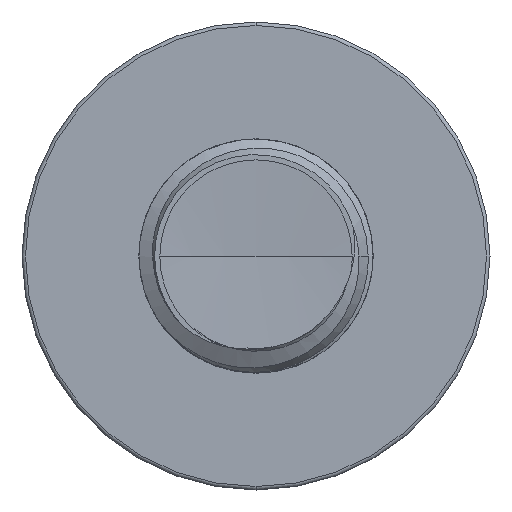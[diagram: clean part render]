
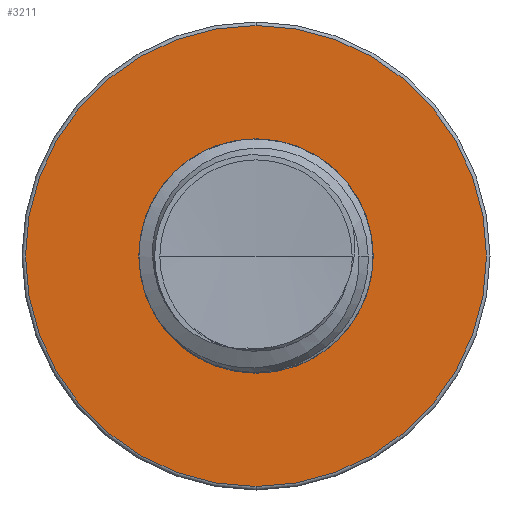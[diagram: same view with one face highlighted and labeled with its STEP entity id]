
A CAD part, front view. The second image highlights one B-rep face of the part: STEP entity #3211.
In plain terms, the highlighted planar face has unit normal (0, -1, 0).
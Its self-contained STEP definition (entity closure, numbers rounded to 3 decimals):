
#379 = DIRECTION ( 'NONE',  ( 0., 0., -1. ) ) ;
#382 = DIRECTION ( 'NONE',  ( 0., -1., 0. ) ) ;
#406 = CARTESIAN_POINT ( 'NONE',  ( 0., 4., 0. ) ) ;
#652 = ORIENTED_EDGE ( 'NONE', *, *, #2623, .F. ) ;
#937 = AXIS2_PLACEMENT_3D ( 'NONE', #14366, #14451, #14653 ) ;
#1509 = EDGE_CURVE ( 'NONE', #13729, #3617, #8913, .T. ) ;
#2623 = EDGE_CURVE ( 'NONE', #3765, #3953, #16295, .T. ) ;
#3211 = ADVANCED_FACE ( 'NONE', ( #16846, #3824 ), #7268, .T. ) ;
#3240 = CARTESIAN_POINT ( 'NONE',  ( 0., 4., 0. ) ) ;
#3503 = CIRCLE ( 'NONE', #8944, 1.754 ) ;
#3617 = VERTEX_POINT ( 'NONE', #7161 ) ;
#3765 = VERTEX_POINT ( 'NONE', #6237 ) ;
#3824 = FACE_BOUND ( 'NONE', #9201, .T. ) ;
#3953 = VERTEX_POINT ( 'NONE', #5547 ) ;
#4749 = DIRECTION ( 'NONE',  ( 0., 0., -1. ) ) ;
#5547 = CARTESIAN_POINT ( 'NONE',  ( 0., 4., -1.754 ) ) ;
#6237 = CARTESIAN_POINT ( 'NONE',  ( 0., 4., 1.754 ) ) ;
#7161 = CARTESIAN_POINT ( 'NONE',  ( 0., 4., 3.447 ) ) ;
#7268 = PLANE ( 'NONE',  #7910 ) ;
#7910 = AXIS2_PLACEMENT_3D ( 'NONE', #9804, #11241, #11060 ) ;
#8069 = EDGE_LOOP ( 'NONE', ( #10637, #13927 ) ) ;
#8321 = CARTESIAN_POINT ( 'NONE',  ( 0., 4., 0. ) ) ;
#8872 = CARTESIAN_POINT ( 'NONE',  ( 0., 4., -3.447 ) ) ;
#8913 = CIRCLE ( 'NONE', #937, 3.447 ) ;
#8944 = AXIS2_PLACEMENT_3D ( 'NONE', #3240, #12689, #4749 ) ;
#9201 = EDGE_LOOP ( 'NONE', ( #17150, #652 ) ) ;
#9212 = CIRCLE ( 'NONE', #12044, 3.447 ) ;
#9583 = DIRECTION ( 'NONE',  ( 0., 0., -1. ) ) ;
#9804 = CARTESIAN_POINT ( 'NONE',  ( 0., 4., 1.754 ) ) ;
#10637 = ORIENTED_EDGE ( 'NONE', *, *, #1509, .T. ) ;
#11060 = DIRECTION ( 'NONE',  ( 0., 0., -1. ) ) ;
#11241 = DIRECTION ( 'NONE',  ( 0., -1., 0. ) ) ;
#12044 = AXIS2_PLACEMENT_3D ( 'NONE', #8321, #16984, #9583 ) ;
#12689 = DIRECTION ( 'NONE',  ( 0., -1., 0. ) ) ;
#13729 = VERTEX_POINT ( 'NONE', #8872 ) ;
#13927 = ORIENTED_EDGE ( 'NONE', *, *, #15910, .T. ) ;
#14366 = CARTESIAN_POINT ( 'NONE',  ( 0., 4., 0. ) ) ;
#14451 = DIRECTION ( 'NONE',  ( 0., -1., 0. ) ) ;
#14653 = DIRECTION ( 'NONE',  ( 0., 0., -1. ) ) ;
#15607 = EDGE_CURVE ( 'NONE', #3953, #3765, #3503, .T. ) ;
#15910 = EDGE_CURVE ( 'NONE', #3617, #13729, #9212, .T. ) ;
#16295 = CIRCLE ( 'NONE', #16489, 1.754 ) ;
#16489 = AXIS2_PLACEMENT_3D ( 'NONE', #406, #382, #379 ) ;
#16846 = FACE_OUTER_BOUND ( 'NONE', #8069, .T. ) ;
#16984 = DIRECTION ( 'NONE',  ( 0., -1., 0. ) ) ;
#17150 = ORIENTED_EDGE ( 'NONE', *, *, #15607, .F. ) ;
